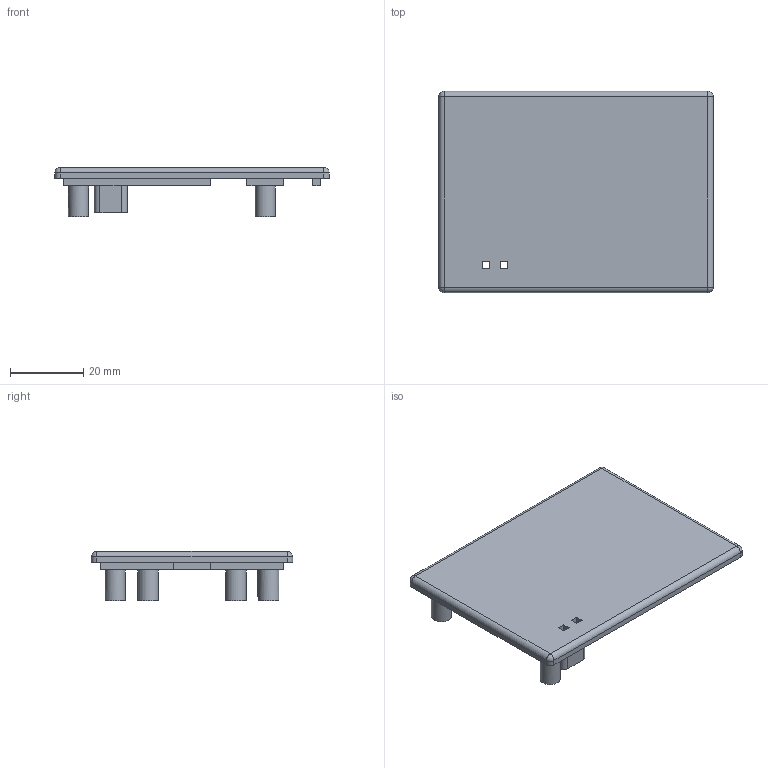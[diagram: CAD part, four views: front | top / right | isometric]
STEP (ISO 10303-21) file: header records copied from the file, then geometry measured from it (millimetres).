
FILE_DESCRIPTION(('FreeCAD Model'),'2;1');
FILE_NAME('Open CASCADE Shape Model','2026-01-04T17:19:39',(''),(''), 'Open CASCADE STEP processor 7.9','FreeCAD','Unknown');
FILE_SCHEMA(('AUTOMOTIVE_DESIGN { 1 0 10303 214 1 1 1 1 }'));
Length unit declared in the file: millimetre
Products named in the file (1): Top
Bounding box: 75 x 55 x 13.4 mm (x, y, z)
Volume: 13903.7 mm3; surface area: 10922.7 mm2
Topology: 1 solids, 1 shells, 97 faces, 233 edges, 144 vertices
Faces by surface type: plane 62, cylinder 22, torus 7, sphere 4, bspline 2
Full cylindrical faces by diameter (mm): 2.75 x4, 5.5 x4
Entity records: 3280 total; most frequent: CARTESIAN_POINT 1001, DIRECTION 468, ORIENTED_EDGE 454, EDGE_CURVE 227, LINE 158, VECTOR 158, AXIS2_PLACEMENT_3D 155, VERTEX_POINT 144
